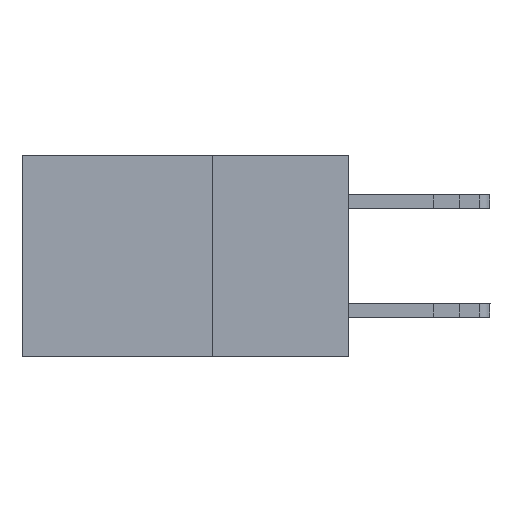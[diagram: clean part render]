
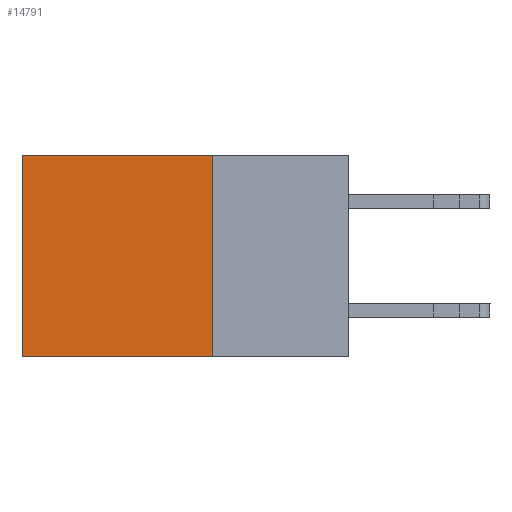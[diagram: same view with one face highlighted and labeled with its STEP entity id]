
A CAD part, left-side view. The second image highlights one B-rep face of the part: STEP entity #14791.
In plain terms, the highlighted planar face has unit normal (-1, 0, 0).
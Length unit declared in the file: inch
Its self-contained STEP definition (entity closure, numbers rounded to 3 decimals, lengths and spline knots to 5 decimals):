
#148 = DIRECTION ( 'NONE',  ( 0., 0., -1. ) ) ;
#516 = EDGE_CURVE ( 'NONE', #18411, #9161, #20480, .T. ) ;
#644 = EDGE_CURVE ( 'NONE', #18411, #18707, #6930, .T. ) ;
#1922 = VECTOR ( 'NONE', #148, 39.37008 ) ;
#2099 = VECTOR ( 'NONE', #12569, 39.37008 ) ;
#2761 = VECTOR ( 'NONE', #17710, 39.37008 ) ;
#3725 = CARTESIAN_POINT ( 'NONE',  ( 0.2615, 0.25, -0.37 ) ) ;
#4304 = PLANE ( 'NONE',  #5777 ) ;
#5777 = AXIS2_PLACEMENT_3D ( 'NONE', #15917, #17587, #7652 ) ;
#6820 = EDGE_CURVE ( 'NONE', #9161, #7903, #20383, .T. ) ;
#6930 = LINE ( 'NONE', #20835, #1922 ) ;
#6948 = EDGE_LOOP ( 'NONE', ( #15071, #16856, #14157, #20119 ) ) ;
#7652 = DIRECTION ( 'NONE',  ( 0., 0., -1. ) ) ;
#7830 = CARTESIAN_POINT ( 'NONE',  ( 0.2615, 0.6, -0.37 ) ) ;
#7903 = VERTEX_POINT ( 'NONE', #7830 ) ;
#8683 = LINE ( 'NONE', #3725, #21450 ) ;
#9161 = VERTEX_POINT ( 'NONE', #10806 ) ;
#10806 = CARTESIAN_POINT ( 'NONE',  ( 0.2615, 0.6, 0. ) ) ;
#12569 = DIRECTION ( 'NONE',  ( 0., 0., -1. ) ) ;
#13331 = CARTESIAN_POINT ( 'NONE',  ( 0.2615, 0.25, 0. ) ) ;
#13670 = DIRECTION ( 'NONE',  ( 0., 1., 0. ) ) ;
#14157 = ORIENTED_EDGE ( 'NONE', *, *, #644, .F. ) ;
#14791 = ADVANCED_FACE ( 'NONE', ( #16854 ), #4304, .F. ) ;
#15071 = ORIENTED_EDGE ( 'NONE', *, *, #6820, .T. ) ;
#15843 = CARTESIAN_POINT ( 'NONE',  ( 0.2615, 0.6, -0.37 ) ) ;
#15917 = CARTESIAN_POINT ( 'NONE',  ( 0.2615, 0.25, -0.37 ) ) ;
#16845 = CARTESIAN_POINT ( 'NONE',  ( 0.2615, 0.25, -0.37 ) ) ;
#16854 = FACE_OUTER_BOUND ( 'NONE', #6948, .T. ) ;
#16856 = ORIENTED_EDGE ( 'NONE', *, *, #18142, .F. ) ;
#17587 = DIRECTION ( 'NONE',  ( 1., 0., 0. ) ) ;
#17710 = DIRECTION ( 'NONE',  ( 0., 1., 0. ) ) ;
#18142 = EDGE_CURVE ( 'NONE', #18707, #7903, #8683, .T. ) ;
#18411 = VERTEX_POINT ( 'NONE', #19630 ) ;
#18707 = VERTEX_POINT ( 'NONE', #16845 ) ;
#19630 = CARTESIAN_POINT ( 'NONE',  ( 0.2615, 0.25, 0. ) ) ;
#20119 = ORIENTED_EDGE ( 'NONE', *, *, #516, .T. ) ;
#20383 = LINE ( 'NONE', #15843, #2099 ) ;
#20480 = LINE ( 'NONE', #13331, #2761 ) ;
#20835 = CARTESIAN_POINT ( 'NONE',  ( 0.2615, 0.25, -0.37 ) ) ;
#21450 = VECTOR ( 'NONE', #13670, 39.37008 ) ;
